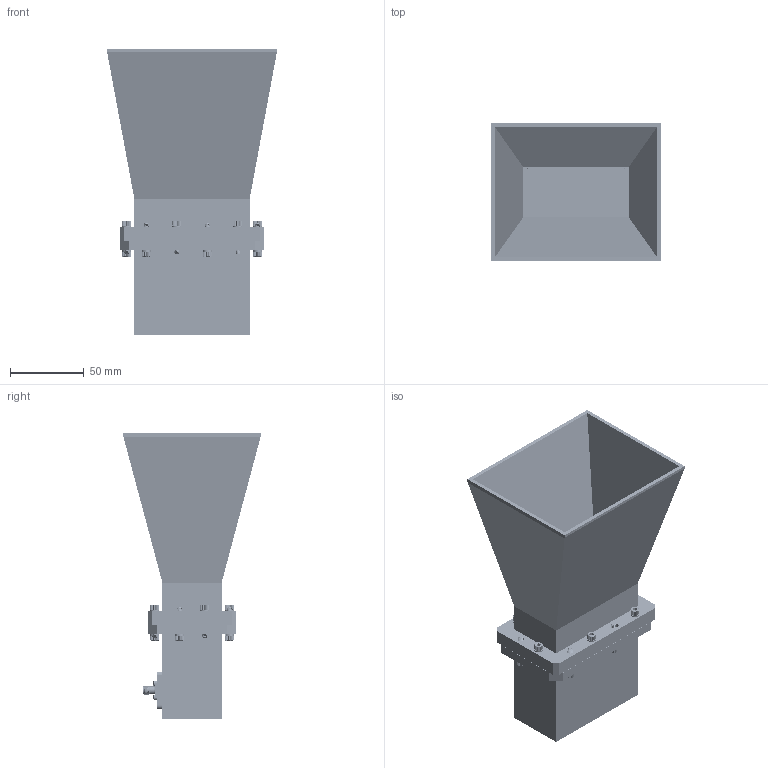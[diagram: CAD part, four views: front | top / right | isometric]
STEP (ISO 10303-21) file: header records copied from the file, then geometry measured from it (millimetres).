
FILE_DESCRIPTION (( 'STEP AP214' ), '1' );
FILE_NAME ('FMWAN284-10SF_3D.STEP', '2021-11-01T14:58:33', ( '' ), ( '' ), 'SwSTEP 2.0', 'SolidWorks 2021', '' );
FILE_SCHEMA (( 'AUTOMOTIVE_DESIGN' ));
Length unit declared in the file: inch
Products named in the file (5): PE9834; 6-32SH-HXx.75_92196A151; FMWAN284-10SF_3D; PEWAN284-10; 6-LW
Assembly tree (26 placements, depth 2):
  FMWAN284-10SF_3D
    6-32SH-HXx.75_92196A151  x12
    6-LW  x12
    PE9834
    PEWAN284-10
Bounding box: 114.76 x 93.22 x 193.53 mm (x, y, z)
Volume: 231347 mm3; surface area: 134087.9 mm2
Topology: 26 solids, 30 shells, 3549 faces, 8721 edges, 5289 vertices
Faces by surface type: plane 1776, cylinder 876, cone 837, bspline 59, torus 1
Full cylindrical faces by diameter (mm): 1.016 x1, 1.27 x2, 3.454 x12, 3.616 x4, 4.166 x12, 4.293 x6, 4.3 x6, 4.597 x1, 5.359 x2
Entity records: 25843 total; most frequent: CARTESIAN_POINT 12082, ORIENTED_EDGE 2876, DIRECTION 2520, EDGE_CURVE 1438, AXIS2_PLACEMENT_3D 978, VERTEX_POINT 950, EDGE_LOOP 746, FACE_OUTER_BOUND 655
